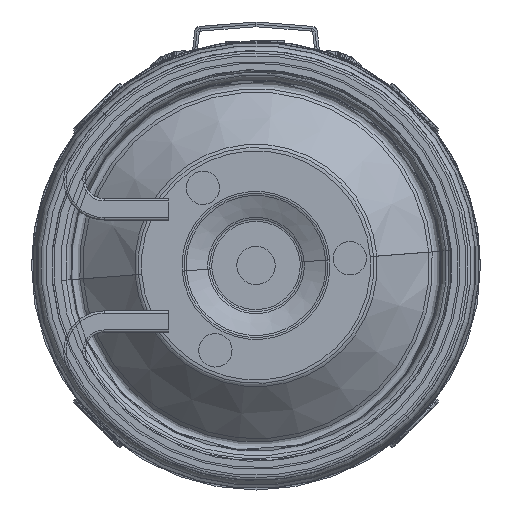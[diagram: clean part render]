
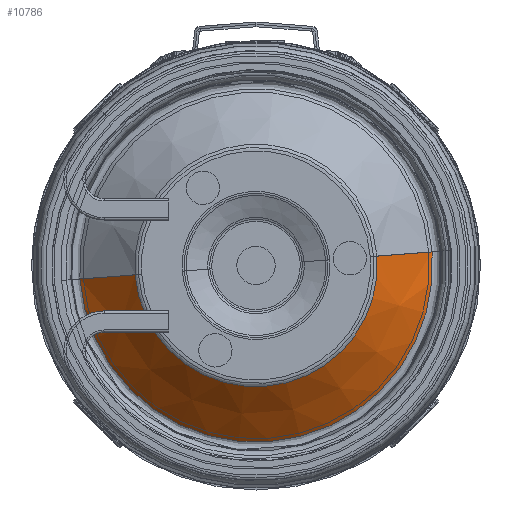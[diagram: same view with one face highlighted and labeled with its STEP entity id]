
A CAD part, front view. The second image highlights one B-rep face of the part: STEP entity #10786.
In plain terms, the highlighted conical face has half-angle 46.546 degrees and reference radius 25.375 mm.
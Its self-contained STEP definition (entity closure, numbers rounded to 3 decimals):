
#1889 = CARTESIAN_POINT ( 'NONE',  ( 0., 11.526, 0. ) ) ;
#2774 = VERTEX_POINT ( 'NONE', #32179 ) ;
#2933 = DIRECTION ( 'NONE',  ( 0., 1., 0. ) ) ;
#3914 = CIRCLE ( 'NONE', #24586, 25.376 ) ;
#5561 = EDGE_CURVE ( 'NONE', #12642, #37742, #7294, .T. ) ;
#5890 = VECTOR ( 'NONE', #16386, 1000. ) ;
#7243 = CONICAL_SURFACE ( 'NONE', #31314, 25.376, 0.812 ) ;
#7294 = CIRCLE ( 'NONE', #33997, 36.962 ) ;
#9339 = LINE ( 'NONE', #22686, #22173 ) ;
#10740 = EDGE_CURVE ( 'NONE', #2774, #31157, #3914, .T. ) ;
#10786 = ADVANCED_FACE ( 'NONE', ( #18625 ), #7243, .T. ) ;
#12642 = VERTEX_POINT ( 'NONE', #40549 ) ;
#13107 = DIRECTION ( 'NONE',  ( 0., 0.688, 0.726 ) ) ;
#13969 = CARTESIAN_POINT ( 'NONE',  ( 0., 0.548, 25.376 ) ) ;
#14841 = CARTESIAN_POINT ( 'NONE',  ( 0., 11.526, 36.962 ) ) ;
#14913 = EDGE_CURVE ( 'NONE', #2774, #12642, #25373, .T. ) ;
#15215 = ORIENTED_EDGE ( 'NONE', *, *, #5561, .F. ) ;
#16386 = DIRECTION ( 'NONE',  ( 0., 0.688, -0.726 ) ) ;
#17969 = EDGE_CURVE ( 'NONE', #31157, #37742, #9339, .T. ) ;
#18625 = FACE_OUTER_BOUND ( 'NONE', #25424, .T. ) ;
#22147 = DIRECTION ( 'NONE',  ( 0., 1., 0. ) ) ;
#22173 = VECTOR ( 'NONE', #13107, 1000. ) ;
#22686 = CARTESIAN_POINT ( 'NONE',  ( 0., 0.548, 25.376 ) ) ;
#24586 = AXIS2_PLACEMENT_3D ( 'NONE', #37312, #22147, #34345 ) ;
#25373 = LINE ( 'NONE', #28726, #5890 ) ;
#25424 = EDGE_LOOP ( 'NONE', ( #41039, #30088, #37328, #15215 ) ) ;
#27824 = DIRECTION ( 'NONE',  ( 0., 0., 1. ) ) ;
#28726 = CARTESIAN_POINT ( 'NONE',  ( 0., 0.548, -25.376 ) ) ;
#30088 = ORIENTED_EDGE ( 'NONE', *, *, #10740, .T. ) ;
#31157 = VERTEX_POINT ( 'NONE', #13969 ) ;
#31314 = AXIS2_PLACEMENT_3D ( 'NONE', #31406, #2933, #34967 ) ;
#31406 = CARTESIAN_POINT ( 'NONE',  ( 0., 0.548, 0. ) ) ;
#32179 = CARTESIAN_POINT ( 'NONE',  ( 0., 0.548, -25.376 ) ) ;
#33997 = AXIS2_PLACEMENT_3D ( 'NONE', #1889, #41036, #27824 ) ;
#34345 = DIRECTION ( 'NONE',  ( 0., 0., 1. ) ) ;
#34967 = DIRECTION ( 'NONE',  ( 0., 0., 1. ) ) ;
#37312 = CARTESIAN_POINT ( 'NONE',  ( 0., 0.548, 0. ) ) ;
#37328 = ORIENTED_EDGE ( 'NONE', *, *, #17969, .T. ) ;
#37742 = VERTEX_POINT ( 'NONE', #14841 ) ;
#40549 = CARTESIAN_POINT ( 'NONE',  ( 0., 11.526, -36.962 ) ) ;
#41036 = DIRECTION ( 'NONE',  ( 0., 1., 0. ) ) ;
#41039 = ORIENTED_EDGE ( 'NONE', *, *, #14913, .F. ) ;
